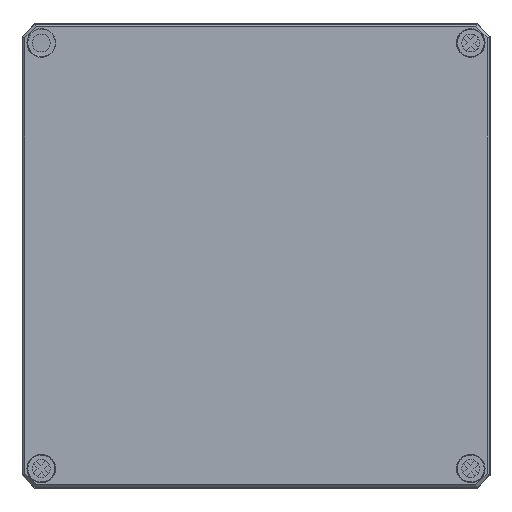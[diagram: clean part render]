
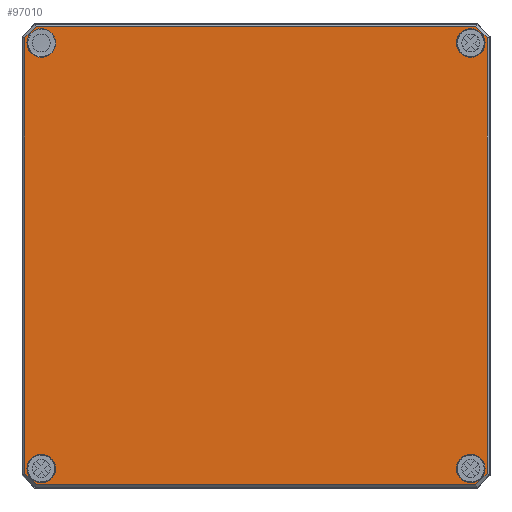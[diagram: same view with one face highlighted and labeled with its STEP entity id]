
A CAD part, top view. The second image highlights one B-rep face of the part: STEP entity #97010.
In plain terms, the highlighted planar face has unit normal (0, 0, 1).
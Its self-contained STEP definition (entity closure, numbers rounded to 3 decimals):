
#2222=CIRCLE('',#101341,5.556);
#2224=CIRCLE('',#101344,5.556);
#2225=CIRCLE('',#101345,5.556);
#2226=CIRCLE('',#101346,5.556);
#3336=FACE_BOUND('',#16288,.T.);
#3337=FACE_BOUND('',#16289,.T.);
#3338=FACE_BOUND('',#16290,.T.);
#3339=FACE_BOUND('',#16291,.T.);
#5242=PLANE('',#101343);
#10302=FACE_OUTER_BOUND('',#16287,.T.);
#16287=EDGE_LOOP('',(#86795,#86796,#86797,#86798,#86799,#86800,#86801,#86802));
#16288=EDGE_LOOP('',(#86803));
#16289=EDGE_LOOP('',(#86804));
#16290=EDGE_LOOP('',(#86805));
#16291=EDGE_LOOP('',(#86806));
#24015=LINE('',#172987,#31670);
#24016=LINE('',#172989,#31671);
#24017=LINE('',#172991,#31672);
#24018=LINE('',#172993,#31673);
#24019=LINE('',#172995,#31674);
#24020=LINE('',#172997,#31675);
#24021=LINE('',#172999,#31676);
#24022=LINE('',#173000,#31677);
#31670=VECTOR('',#116865,10.);
#31671=VECTOR('',#116866,10.);
#31672=VECTOR('',#116867,10.);
#31673=VECTOR('',#116868,10.);
#31674=VECTOR('',#116869,10.);
#31675=VECTOR('',#116870,10.);
#31676=VECTOR('',#116871,10.);
#31677=VECTOR('',#116872,10.);
#45721=VERTEX_POINT('',#172981);
#45722=VERTEX_POINT('',#172985);
#45723=VERTEX_POINT('',#172986);
#45724=VERTEX_POINT('',#172988);
#45725=VERTEX_POINT('',#172990);
#45726=VERTEX_POINT('',#172992);
#45727=VERTEX_POINT('',#172994);
#45728=VERTEX_POINT('',#172996);
#45729=VERTEX_POINT('',#172998);
#45730=VERTEX_POINT('',#173001);
#45731=VERTEX_POINT('',#173003);
#45732=VERTEX_POINT('',#173005);
#59489=EDGE_CURVE('',#45721,#45721,#2222,.T.);
#59491=EDGE_CURVE('',#45722,#45723,#24015,.T.);
#59492=EDGE_CURVE('',#45724,#45722,#24016,.T.);
#59493=EDGE_CURVE('',#45725,#45724,#24017,.T.);
#59494=EDGE_CURVE('',#45726,#45725,#24018,.T.);
#59495=EDGE_CURVE('',#45727,#45726,#24019,.T.);
#59496=EDGE_CURVE('',#45728,#45727,#24020,.T.);
#59497=EDGE_CURVE('',#45729,#45728,#24021,.T.);
#59498=EDGE_CURVE('',#45723,#45729,#24022,.T.);
#59499=EDGE_CURVE('',#45730,#45730,#2224,.T.);
#59500=EDGE_CURVE('',#45731,#45731,#2225,.T.);
#59501=EDGE_CURVE('',#45732,#45732,#2226,.T.);
#86795=ORIENTED_EDGE('',*,*,#59491,.F.);
#86796=ORIENTED_EDGE('',*,*,#59492,.F.);
#86797=ORIENTED_EDGE('',*,*,#59493,.F.);
#86798=ORIENTED_EDGE('',*,*,#59494,.F.);
#86799=ORIENTED_EDGE('',*,*,#59495,.F.);
#86800=ORIENTED_EDGE('',*,*,#59496,.F.);
#86801=ORIENTED_EDGE('',*,*,#59497,.F.);
#86802=ORIENTED_EDGE('',*,*,#59498,.F.);
#86803=ORIENTED_EDGE('',*,*,#59499,.F.);
#86804=ORIENTED_EDGE('',*,*,#59500,.F.);
#86805=ORIENTED_EDGE('',*,*,#59501,.F.);
#86806=ORIENTED_EDGE('',*,*,#59489,.F.);
#97010=ADVANCED_FACE('',(#10302,#3336,#3337,#3338,#3339),#5242,.T.);
#101341=AXIS2_PLACEMENT_3D('',#172982,#116859,#116860);
#101343=AXIS2_PLACEMENT_3D('',#172984,#116863,#116864);
#101344=AXIS2_PLACEMENT_3D('',#173002,#116873,#116874);
#101345=AXIS2_PLACEMENT_3D('',#173004,#116875,#116876);
#101346=AXIS2_PLACEMENT_3D('',#173006,#116877,#116878);
#116859=DIRECTION('center_axis',(0.,0.,1.));
#116860=DIRECTION('ref_axis',(-1.,0.,0.));
#116863=DIRECTION('center_axis',(0.,0.,1.));
#116864=DIRECTION('ref_axis',(1.,0.,0.));
#116865=DIRECTION('',(0.707,-0.707,0.));
#116866=DIRECTION('',(1.,0.,0.));
#116867=DIRECTION('',(0.707,0.707,0.));
#116868=DIRECTION('',(0.,1.,0.));
#116869=DIRECTION('',(-0.707,0.707,0.));
#116870=DIRECTION('',(-1.,0.,0.));
#116871=DIRECTION('',(-0.707,-0.707,0.));
#116872=DIRECTION('',(0.,-1.,0.));
#116873=DIRECTION('center_axis',(0.,0.,1.));
#116874=DIRECTION('ref_axis',(1.,0.,0.));
#116875=DIRECTION('center_axis',(0.,0.,1.));
#116876=DIRECTION('ref_axis',(1.,0.,0.));
#116877=DIRECTION('center_axis',(0.,0.,1.));
#116878=DIRECTION('ref_axis',(-1.,0.,0.));
#172981=CARTESIAN_POINT('',(-77.944,82.75,18.));
#172982=CARTESIAN_POINT('Origin',(-83.5,82.75,18.));
#172984=CARTESIAN_POINT('Origin',(0.,0.,
18.));
#172985=CARTESIAN_POINT('',(85.521,89.093,18.));
#172986=CARTESIAN_POINT('',(89.843,84.771,18.));
#172987=CARTESIAN_POINT('',(86.244,88.369,18.));
#172988=CARTESIAN_POINT('',(-85.521,89.093,18.));
#172989=CARTESIAN_POINT('',(-43.,89.093,18.));
#172990=CARTESIAN_POINT('',(-89.843,84.771,18.));
#172991=CARTESIAN_POINT('',(-88.744,85.869,18.));
#172992=CARTESIAN_POINT('',(-89.843,-84.771,18.));
#172993=CARTESIAN_POINT('',(-89.843,-42.625,18.));
#172994=CARTESIAN_POINT('',(-85.521,-89.093,18.));
#172995=CARTESIAN_POINT('',(-86.244,-88.369,18.));
#172996=CARTESIAN_POINT('',(85.521,-89.093,18.));
#172997=CARTESIAN_POINT('',(43.,-89.093,18.));
#172998=CARTESIAN_POINT('',(89.843,-84.771,18.));
#172999=CARTESIAN_POINT('',(88.744,-85.869,18.));
#173000=CARTESIAN_POINT('',(89.843,42.625,18.));
#173001=CARTESIAN_POINT('',(89.056,82.75,18.));
#173002=CARTESIAN_POINT('Origin',(83.5,82.75,18.));
#173003=CARTESIAN_POINT('',(89.056,-82.75,18.));
#173004=CARTESIAN_POINT('Origin',(83.5,-82.75,18.));
#173005=CARTESIAN_POINT('',(-77.944,-82.75,18.));
#173006=CARTESIAN_POINT('Origin',(-83.5,-82.75,18.));
